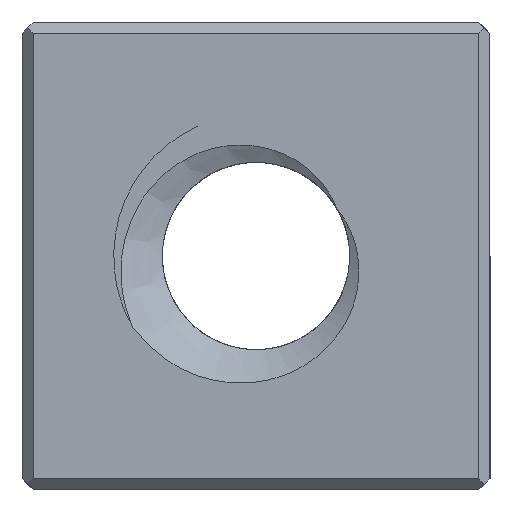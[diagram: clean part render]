
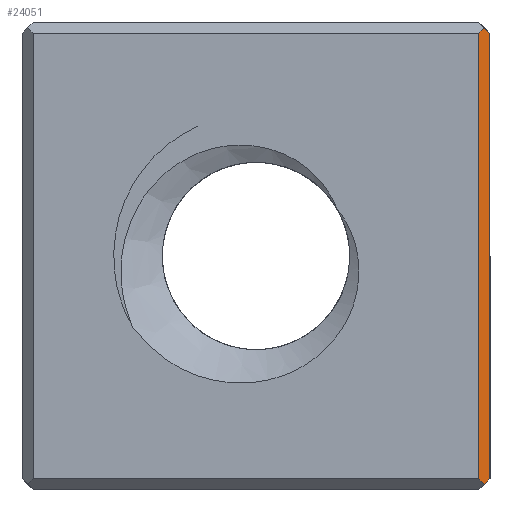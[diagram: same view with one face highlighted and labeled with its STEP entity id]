
A CAD part, left-side view. The second image highlights one B-rep face of the part: STEP entity #24051.
In plain terms, the highlighted planar face has unit normal (-0.707, -0.707, 0).
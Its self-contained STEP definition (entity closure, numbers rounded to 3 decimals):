
#443 = PLANE('',#444);
#444 = AXIS2_PLACEMENT_3D('',#445,#446,#447);
#445 = CARTESIAN_POINT('',(0.,0.,0.3));
#446 = DIRECTION('',(0.,0.707,0.707)
  );
#447 = DIRECTION('',(0.,0.707,-0.707)
  );
#636 = PLANE('',#637);
#637 = AXIS2_PLACEMENT_3D('',#638,#639,#640);
#638 = CARTESIAN_POINT('',(0.,0.,12.2)
  );
#639 = DIRECTION('',(0.,-0.707,0.707)
  );
#640 = DIRECTION('',(0.,0.707,0.707));
#664 = PLANE('',#665);
#665 = AXIS2_PLACEMENT_3D('',#666,#667,#668);
#666 = CARTESIAN_POINT('',(0.,0.,0.));
#667 = DIRECTION('',(0.,1.,0.));
#668 = DIRECTION('',(1.,0.,0.));
#926 = VERTEX_POINT('',#927);
#927 = CARTESIAN_POINT('',(0.3,0.,0.3));
#948 = EDGE_CURVE('',#926,#949,#951,.T.);
#949 = VERTEX_POINT('',#950);
#950 = CARTESIAN_POINT('',(0.3,0.,12.2));
#951 = SURFACE_CURVE('',#952,(#956,#963),.PCURVE_S1.);
#952 = LINE('',#953,#954);
#953 = CARTESIAN_POINT('',(0.3,0.,0.));
#954 = VECTOR('',#955,1.);
#955 = DIRECTION('',(0.,0.,1.));
#956 = PCURVE('',#664,#957);
#957 = DEFINITIONAL_REPRESENTATION('',(#958),#962);
#958 = LINE('',#959,#960);
#959 = CARTESIAN_POINT('',(0.3,0.));
#960 = VECTOR('',#961,1.);
#961 = DIRECTION('',(0.,-1.));
#962 = ( GEOMETRIC_REPRESENTATION_CONTEXT(2) 
PARAMETRIC_REPRESENTATION_CONTEXT() REPRESENTATION_CONTEXT('2D SPACE',''
  ) );
#963 = PCURVE('',#964,#969);
#964 = PLANE('',#965);
#965 = AXIS2_PLACEMENT_3D('',#966,#967,#968);
#966 = CARTESIAN_POINT('',(0.3,0.,0.));
#967 = DIRECTION('',(-0.707,-0.707,0.));
#968 = DIRECTION('',(-0.707,0.707,0.));
#969 = DEFINITIONAL_REPRESENTATION('',(#970),#974);
#970 = LINE('',#971,#972);
#971 = CARTESIAN_POINT('',(0.,0.));
#972 = VECTOR('',#973,1.);
#973 = DIRECTION('',(0.,-1.));
#974 = ( GEOMETRIC_REPRESENTATION_CONTEXT(2) 
PARAMETRIC_REPRESENTATION_CONTEXT() REPRESENTATION_CONTEXT('2D SPACE',''
  ) );
#23302 = PLANE('',#23303);
#23303 = AXIS2_PLACEMENT_3D('',#23304,#23305,#23306);
#23304 = CARTESIAN_POINT('',(0.,0.,0.3));
#23305 = DIRECTION('',(-0.707,0.,
    -0.707));
#23306 = DIRECTION('',(0.707,0.,-0.707
    ));
#23714 = VERTEX_POINT('',#23715);
#23715 = CARTESIAN_POINT('',(0.15,0.15,0.15));
#23736 = EDGE_CURVE('',#23714,#926,#23737,.T.);
#23737 = SURFACE_CURVE('',#23738,(#23742,#23749),.PCURVE_S1.);
#23738 = LINE('',#23739,#23740);
#23739 = CARTESIAN_POINT('',(0.2,0.1,0.2));
#23740 = VECTOR('',#23741,1.);
#23741 = DIRECTION('',(0.577,-0.577,0.577));
#23742 = PCURVE('',#443,#23743);
#23743 = DEFINITIONAL_REPRESENTATION('',(#23744),#23748);
#23744 = LINE('',#23745,#23746);
#23745 = CARTESIAN_POINT('',(0.141,-0.2));
#23746 = VECTOR('',#23747,1.);
#23747 = DIRECTION('',(-0.816,-0.577));
#23748 = ( GEOMETRIC_REPRESENTATION_CONTEXT(2) 
PARAMETRIC_REPRESENTATION_CONTEXT() REPRESENTATION_CONTEXT('2D SPACE',''
  ) );
#23749 = PCURVE('',#964,#23750);
#23750 = DEFINITIONAL_REPRESENTATION('',(#23751),#23755);
#23751 = LINE('',#23752,#23753);
#23752 = CARTESIAN_POINT('',(0.141,-0.2));
#23753 = VECTOR('',#23754,1.);
#23754 = DIRECTION('',(-0.816,-0.577));
#23755 = ( GEOMETRIC_REPRESENTATION_CONTEXT(2) 
PARAMETRIC_REPRESENTATION_CONTEXT() REPRESENTATION_CONTEXT('2D SPACE',''
  ) );
#23787 = VERTEX_POINT('',#23788);
#23788 = CARTESIAN_POINT('',(0.15,0.15,12.35));
#23802 = PLANE('',#23803);
#23803 = AXIS2_PLACEMENT_3D('',#23804,#23805,#23806);
#23804 = CARTESIAN_POINT('',(0.3,0.,12.5));
#23805 = DIRECTION('',(-0.707,0.,
    0.707));
#23806 = DIRECTION('',(-0.707,0.,
    -0.707));
#23814 = EDGE_CURVE('',#23787,#949,#23815,.T.);
#23815 = SURFACE_CURVE('',#23816,(#23820,#23827),.PCURVE_S1.);
#23816 = LINE('',#23817,#23818);
#23817 = CARTESIAN_POINT('',(2.283,-1.983,
    10.217));
#23818 = VECTOR('',#23819,1.);
#23819 = DIRECTION('',(0.577,-0.577,-0.577));
#23820 = PCURVE('',#636,#23821);
#23821 = DEFINITIONAL_REPRESENTATION('',(#23822),#23826);
#23822 = LINE('',#23823,#23824);
#23823 = CARTESIAN_POINT('',(-2.805,-2.283));
#23824 = VECTOR('',#23825,1.);
#23825 = DIRECTION('',(-0.816,-0.577));
#23826 = ( GEOMETRIC_REPRESENTATION_CONTEXT(2) 
PARAMETRIC_REPRESENTATION_CONTEXT() REPRESENTATION_CONTEXT('2D SPACE',''
  ) );
#23827 = PCURVE('',#964,#23828);
#23828 = DEFINITIONAL_REPRESENTATION('',(#23829),#23833);
#23829 = LINE('',#23830,#23831);
#23830 = CARTESIAN_POINT('',(-2.805,-10.217));
#23831 = VECTOR('',#23832,1.);
#23832 = DIRECTION('',(-0.816,0.577));
#23833 = ( GEOMETRIC_REPRESENTATION_CONTEXT(2) 
PARAMETRIC_REPRESENTATION_CONTEXT() REPRESENTATION_CONTEXT('2D SPACE',''
  ) );
#24051 = ADVANCED_FACE('',(#24052),#964,.T.);
#24052 = FACE_BOUND('',#24053,.T.);
#24053 = EDGE_LOOP('',(#24054,#24055,#24056,#24057,#24080,#24108));
#24054 = ORIENTED_EDGE('',*,*,#23736,.T.);
#24055 = ORIENTED_EDGE('',*,*,#948,.T.);
#24056 = ORIENTED_EDGE('',*,*,#23814,.F.);
#24057 = ORIENTED_EDGE('',*,*,#24058,.F.);
#24058 = EDGE_CURVE('',#24059,#23787,#24061,.T.);
#24059 = VERTEX_POINT('',#24060);
#24060 = CARTESIAN_POINT('',(0.,0.3,12.2));
#24061 = SURFACE_CURVE('',#24062,(#24066,#24073),.PCURVE_S1.);
#24062 = LINE('',#24063,#24064);
#24063 = CARTESIAN_POINT('',(-1.783,2.083,
    10.417));
#24064 = VECTOR('',#24065,1.);
#24065 = DIRECTION('',(0.577,-0.577,0.577));
#24066 = PCURVE('',#964,#24067);
#24067 = DEFINITIONAL_REPRESENTATION('',(#24068),#24072);
#24068 = LINE('',#24069,#24070);
#24069 = CARTESIAN_POINT('',(2.946,-10.417));
#24070 = VECTOR('',#24071,1.);
#24071 = DIRECTION('',(-0.816,-0.577));
#24072 = ( GEOMETRIC_REPRESENTATION_CONTEXT(2) 
PARAMETRIC_REPRESENTATION_CONTEXT() REPRESENTATION_CONTEXT('2D SPACE',''
  ) );
#24073 = PCURVE('',#23802,#24074);
#24074 = DEFINITIONAL_REPRESENTATION('',(#24075),#24079);
#24075 = LINE('',#24076,#24077);
#24076 = CARTESIAN_POINT('',(2.946,-2.083));
#24077 = VECTOR('',#24078,1.);
#24078 = DIRECTION('',(-0.816,0.577));
#24079 = ( GEOMETRIC_REPRESENTATION_CONTEXT(2) 
PARAMETRIC_REPRESENTATION_CONTEXT() REPRESENTATION_CONTEXT('2D SPACE',''
  ) );
#24080 = ORIENTED_EDGE('',*,*,#24081,.F.);
#24081 = EDGE_CURVE('',#24082,#24059,#24084,.T.);
#24082 = VERTEX_POINT('',#24083);
#24083 = CARTESIAN_POINT('',(0.,0.3,0.3));
#24084 = SURFACE_CURVE('',#24085,(#24089,#24096),.PCURVE_S1.);
#24085 = LINE('',#24086,#24087);
#24086 = CARTESIAN_POINT('',(0.,0.3,0.));
#24087 = VECTOR('',#24088,1.);
#24088 = DIRECTION('',(0.,0.,1.));
#24089 = PCURVE('',#964,#24090);
#24090 = DEFINITIONAL_REPRESENTATION('',(#24091),#24095);
#24091 = LINE('',#24092,#24093);
#24092 = CARTESIAN_POINT('',(0.424,0.));
#24093 = VECTOR('',#24094,1.);
#24094 = DIRECTION('',(0.,-1.));
#24095 = ( GEOMETRIC_REPRESENTATION_CONTEXT(2) 
PARAMETRIC_REPRESENTATION_CONTEXT() REPRESENTATION_CONTEXT('2D SPACE',''
  ) );
#24096 = PCURVE('',#24097,#24102);
#24097 = PLANE('',#24098);
#24098 = AXIS2_PLACEMENT_3D('',#24099,#24100,#24101);
#24099 = CARTESIAN_POINT('',(0.,12.5,0.));
#24100 = DIRECTION('',(1.,0.,0.));
#24101 = DIRECTION('',(0.,-1.,0.));
#24102 = DEFINITIONAL_REPRESENTATION('',(#24103),#24107);
#24103 = LINE('',#24104,#24105);
#24104 = CARTESIAN_POINT('',(12.2,0.));
#24105 = VECTOR('',#24106,1.);
#24106 = DIRECTION('',(0.,-1.));
#24107 = ( GEOMETRIC_REPRESENTATION_CONTEXT(2) 
PARAMETRIC_REPRESENTATION_CONTEXT() REPRESENTATION_CONTEXT('2D SPACE',''
  ) );
#24108 = ORIENTED_EDGE('',*,*,#24109,.F.);
#24109 = EDGE_CURVE('',#23714,#24082,#24110,.T.);
#24110 = SURFACE_CURVE('',#24111,(#24115,#24122),.PCURVE_S1.);
#24111 = LINE('',#24112,#24113);
#24112 = CARTESIAN_POINT('',(0.2,0.1,0.1));
#24113 = VECTOR('',#24114,1.);
#24114 = DIRECTION('',(-0.577,0.577,0.577));
#24115 = PCURVE('',#964,#24116);
#24116 = DEFINITIONAL_REPRESENTATION('',(#24117),#24121);
#24117 = LINE('',#24118,#24119);
#24118 = CARTESIAN_POINT('',(0.141,-0.1));
#24119 = VECTOR('',#24120,1.);
#24120 = DIRECTION('',(0.816,-0.577));
#24121 = ( GEOMETRIC_REPRESENTATION_CONTEXT(2) 
PARAMETRIC_REPRESENTATION_CONTEXT() REPRESENTATION_CONTEXT('2D SPACE',''
  ) );
#24122 = PCURVE('',#23302,#24123);
#24123 = DEFINITIONAL_REPRESENTATION('',(#24124),#24128);
#24124 = LINE('',#24125,#24126);
#24125 = CARTESIAN_POINT('',(0.283,-0.1));
#24126 = VECTOR('',#24127,1.);
#24127 = DIRECTION('',(-0.816,-0.577));
#24128 = ( GEOMETRIC_REPRESENTATION_CONTEXT(2) 
PARAMETRIC_REPRESENTATION_CONTEXT() REPRESENTATION_CONTEXT('2D SPACE',''
  ) );
